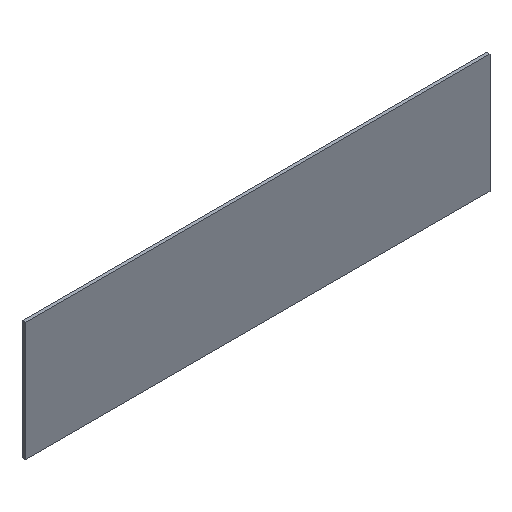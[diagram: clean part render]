
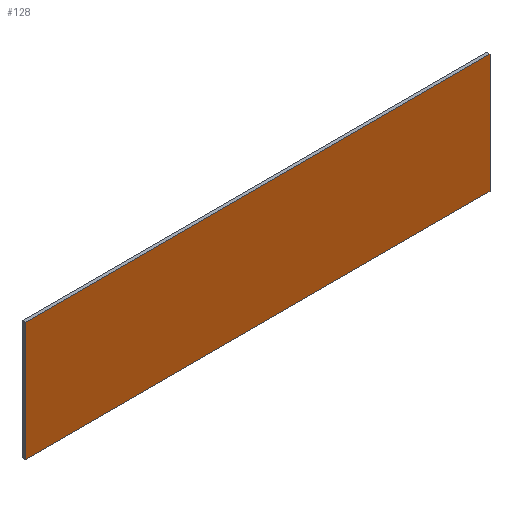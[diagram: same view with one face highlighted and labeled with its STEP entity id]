
A CAD part, isometric view. The second image highlights one B-rep face of the part: STEP entity #128.
In plain terms, the highlighted planar face has unit normal (0, -1, 0).
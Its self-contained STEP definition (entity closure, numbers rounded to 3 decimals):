
#4 = LINE ( 'NONE', #78, #47 ) ;
#7 = AXIS2_PLACEMENT_3D ( 'NONE', #87, #145, #36 ) ;
#9 = ORIENTED_EDGE ( 'NONE', *, *, #39, .F. ) ;
#12 = CARTESIAN_POINT ( 'NONE',  ( -900., 0., -230. ) ) ;
#14 = VERTEX_POINT ( 'NONE', #49 ) ;
#21 = ORIENTED_EDGE ( 'NONE', *, *, #81, .F. ) ;
#27 = DIRECTION ( 'NONE',  ( -1., 0., 0. ) ) ;
#31 = VECTOR ( 'NONE', #58, 1000. ) ;
#36 = DIRECTION ( 'NONE',  ( 0., 0., -1. ) ) ;
#39 = EDGE_CURVE ( 'NONE', #91, #123, #170, .T. ) ;
#41 = CARTESIAN_POINT ( 'NONE',  ( 900., 0., 230. ) ) ;
#47 = VECTOR ( 'NONE', #182, 1000. ) ;
#49 = CARTESIAN_POINT ( 'NONE',  ( -900., 0., 230. ) ) ;
#55 = VECTOR ( 'NONE', #193, 1000. ) ;
#58 = DIRECTION ( 'NONE',  ( 0., 0., -1. ) ) ;
#59 = EDGE_CURVE ( 'NONE', #152, #14, #4, .T. ) ;
#63 = LINE ( 'NONE', #194, #55 ) ;
#68 = PLANE ( 'NONE',  #7 ) ;
#78 = CARTESIAN_POINT ( 'NONE',  ( -900., 0., 230. ) ) ;
#81 = EDGE_CURVE ( 'NONE', #123, #152, #177, .T. ) ;
#87 = CARTESIAN_POINT ( 'NONE',  ( 0., 0., 0. ) ) ;
#91 = VERTEX_POINT ( 'NONE', #41 ) ;
#123 = VERTEX_POINT ( 'NONE', #199 ) ;
#124 = CARTESIAN_POINT ( 'NONE',  ( -900., 0., -230. ) ) ;
#128 = ADVANCED_FACE ( 'NONE', ( #133 ), #68, .T. ) ;
#133 = FACE_OUTER_BOUND ( 'NONE', #191, .T. ) ;
#145 = DIRECTION ( 'NONE',  ( 0., -1., 0. ) ) ;
#152 = VERTEX_POINT ( 'NONE', #12 ) ;
#153 = VECTOR ( 'NONE', #27, 1000. ) ;
#169 = CARTESIAN_POINT ( 'NONE',  ( 900., 0., 230. ) ) ;
#170 = LINE ( 'NONE', #169, #31 ) ;
#175 = ORIENTED_EDGE ( 'NONE', *, *, #59, .F. ) ;
#176 = ORIENTED_EDGE ( 'NONE', *, *, #186, .F. ) ;
#177 = LINE ( 'NONE', #124, #153 ) ;
#182 = DIRECTION ( 'NONE',  ( 0., 0., 1. ) ) ;
#186 = EDGE_CURVE ( 'NONE', #14, #91, #63, .T. ) ;
#191 = EDGE_LOOP ( 'NONE', ( #9, #176, #175, #21 ) ) ;
#193 = DIRECTION ( 'NONE',  ( 1., 0., 0. ) ) ;
#194 = CARTESIAN_POINT ( 'NONE',  ( -900., 0., 230. ) ) ;
#199 = CARTESIAN_POINT ( 'NONE',  ( 900., 0., -230. ) ) ;
